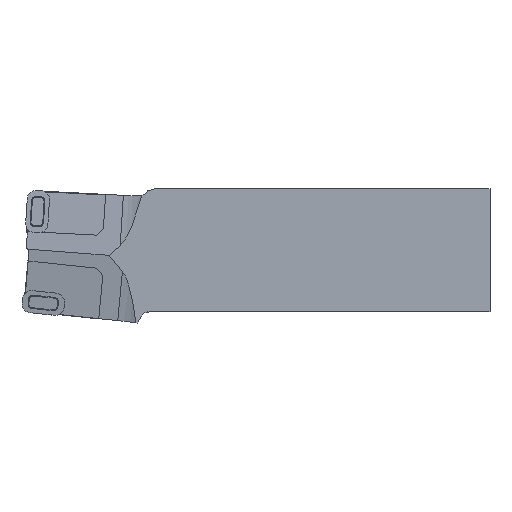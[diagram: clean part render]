
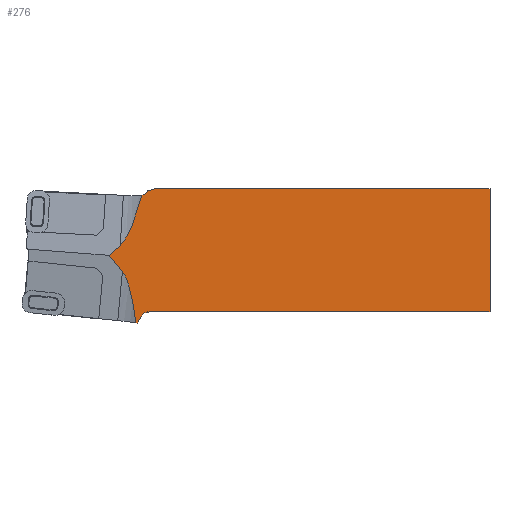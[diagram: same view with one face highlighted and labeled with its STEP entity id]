
A CAD part, top view. The second image highlights one B-rep face of the part: STEP entity #276.
In plain terms, the highlighted planar face has unit normal (0, 0, 1).
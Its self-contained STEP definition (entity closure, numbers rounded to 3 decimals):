
#145=CIRCLE('',#2697,4.);
#276=ADVANCED_FACE('',(#482),#402,.F.);
#402=PLANE('',#2699);
#482=FACE_OUTER_BOUND('',#594,.T.);
#594=EDGE_LOOP('',(#784,#785,#786,#787,#788,#789,#790,#791,#792,#793,#794,
#795,#796));
#733=ELLIPSE('',#2695,240.483,25.);
#734=ELLIPSE('',#2696,240.472,25.);
#735=ELLIPSE('',#2698,4.027,4.);
#784=ORIENTED_EDGE('',*,*,#1837,.T.);
#785=ORIENTED_EDGE('',*,*,#1813,.T.);
#786=ORIENTED_EDGE('',*,*,#1818,.F.);
#787=ORIENTED_EDGE('',*,*,#1838,.T.);
#788=ORIENTED_EDGE('',*,*,#1835,.T.);
#789=ORIENTED_EDGE('',*,*,#1839,.T.);
#790=ORIENTED_EDGE('',*,*,#1840,.T.);
#791=ORIENTED_EDGE('',*,*,#1841,.T.);
#792=ORIENTED_EDGE('',*,*,#1842,.T.);
#793=ORIENTED_EDGE('',*,*,#1843,.T.);
#794=ORIENTED_EDGE('',*,*,#1844,.T.);
#795=ORIENTED_EDGE('',*,*,#1845,.T.);
#796=ORIENTED_EDGE('',*,*,#1846,.T.);
#1530=VERTEX_POINT('',#3586);
#1531=VERTEX_POINT('',#3588);
#1535=VERTEX_POINT('',#3597);
#1548=VERTEX_POINT('',#3648);
#1549=VERTEX_POINT('',#3650);
#1550=VERTEX_POINT('',#3654);
#1551=VERTEX_POINT('',#3657);
#1552=VERTEX_POINT('',#3659);
#1553=VERTEX_POINT('',#3661);
#1554=VERTEX_POINT('',#3663);
#1555=VERTEX_POINT('',#3665);
#1556=VERTEX_POINT('',#3667);
#1557=VERTEX_POINT('',#3669);
#1813=EDGE_CURVE('',#1531,#1530,#2197,.T.);
#1818=EDGE_CURVE('',#1535,#1530,#2201,.T.);
#1835=EDGE_CURVE('',#1549,#1548,#2214,.T.);
#1837=EDGE_CURVE('',#1550,#1531,#733,.T.);
#1838=EDGE_CURVE('',#1535,#1549,#734,.T.);
#1839=EDGE_CURVE('',#1548,#1551,#2215,.T.);
#1840=EDGE_CURVE('',#1551,#1552,#145,.T.);
#1841=EDGE_CURVE('',#1552,#1553,#2216,.T.);
#1842=EDGE_CURVE('',#1553,#1554,#2217,.T.);
#1843=EDGE_CURVE('',#1554,#1555,#2218,.T.);
#1844=EDGE_CURVE('',#1555,#1556,#2219,.T.);
#1845=EDGE_CURVE('',#1556,#1557,#2220,.T.);
#1846=EDGE_CURVE('',#1557,#1550,#735,.T.);
#2197=LINE('',#3587,#2443);
#2201=LINE('',#3598,#2447);
#2214=LINE('',#3649,#2460);
#2215=LINE('',#3656,#2461);
#2216=LINE('',#3660,#2462);
#2217=LINE('',#3662,#2463);
#2218=LINE('',#3664,#2464);
#2219=LINE('',#3666,#2465);
#2220=LINE('',#3668,#2466);
#2443=VECTOR('',#2907,1.);
#2447=VECTOR('',#2915,1.);
#2460=VECTOR('',#2936,1.);
#2461=VECTOR('',#2945,1.);
#2462=VECTOR('',#2948,1.);
#2463=VECTOR('',#2949,1.);
#2464=VECTOR('',#2950,1.);
#2465=VECTOR('',#2951,1.);
#2466=VECTOR('',#2952,1.);
#2695=AXIS2_PLACEMENT_3D('',#3653,#2941,#2942);
#2696=AXIS2_PLACEMENT_3D('',#3655,#2943,#2944);
#2697=AXIS2_PLACEMENT_3D('',#3658,#2946,#2947);
#2698=AXIS2_PLACEMENT_3D('',#3670,#2953,#2954);
#2699=AXIS2_PLACEMENT_3D('',#3671,#2955,#2956);
#2907=DIRECTION('',(-0.745,-0.667,0.));
#2915=DIRECTION('',(-0.634,0.774,0.));
#2936=DIRECTION('',(0.996,-0.094,0.));
#2941=DIRECTION('',(0.,0.,-1.));
#2942=DIRECTION('',(-0.063,-0.998,0.));
#2943=DIRECTION('',(0.,0.,-1.));
#2944=DIRECTION('',(-0.094,-0.996,0.));
#2945=DIRECTION('',(0.5,0.866,0.));
#2946=DIRECTION('',(0.,0.,-1.));
#2947=DIRECTION('',(-1.,0.,0.));
#2948=DIRECTION('',(1.,0.,0.));
#2949=DIRECTION('',(0.,1.,0.));
#2950=DIRECTION('',(-1.,0.,0.));
#2951=DIRECTION('',(-0.966,-0.259,0.));
#2952=DIRECTION('',(-0.5,-0.866,0.));
#2953=DIRECTION('',(0.,0.,-1.));
#2954=DIRECTION('',(0.5,0.866,0.));
#2955=DIRECTION('',(0.,0.,-1.));
#2956=DIRECTION('',(-1.,0.,0.));
#3586=CARTESIAN_POINT('',(39.37,25.292,6.));
#3587=CARTESIAN_POINT('',(148.943,123.275,6.));
#3588=CARTESIAN_POINT('',(44.353,29.749,6.));
#3597=CARTESIAN_POINT('',(45.331,18.013,6.));
#3598=CARTESIAN_POINT('',(93.296,-40.562,6.));
#3648=CARTESIAN_POINT('',(52.095,-5.023,6.));
#3649=CARTESIAN_POINT('',(-0.497,-0.075,6.));
#3650=CARTESIAN_POINT('',(51.398,-4.957,6.));
#3653=CARTESIAN_POINT('',(56.87,268.59,6.));
#3654=CARTESIAN_POINT('',(54.118,52.147,6.));
#3655=CARTESIAN_POINT('',(20.331,-219.846,6.));
#3656=CARTESIAN_POINT('',(51.542,-5.981,6.));
#3657=CARTESIAN_POINT('',(53.841,-2.,6.));
#3658=CARTESIAN_POINT('',(57.305,-4.,6.));
#3659=CARTESIAN_POINT('',(57.305,0.,6.));
#3660=CARTESIAN_POINT('',(54.996,0.,6.));
#3661=CARTESIAN_POINT('',(209.996,0.,6.));
#3662=CARTESIAN_POINT('',(209.996,0.,6.));
#3663=CARTESIAN_POINT('',(209.996,55.,6.));
#3664=CARTESIAN_POINT('',(209.996,55.,6.));
#3665=CARTESIAN_POINT('',(59.728,55.,6.));
#3666=CARTESIAN_POINT('',(59.728,55.,6.));
#3667=CARTESIAN_POINT('',(56.496,54.134,6.));
#3668=CARTESIAN_POINT('',(56.996,55.,6.));
#3669=CARTESIAN_POINT('',(56.409,53.985,6.));
#3670=CARTESIAN_POINT('',(52.945,55.985,6.));
#3671=CARTESIAN_POINT('',(209.996,55.,6.));
